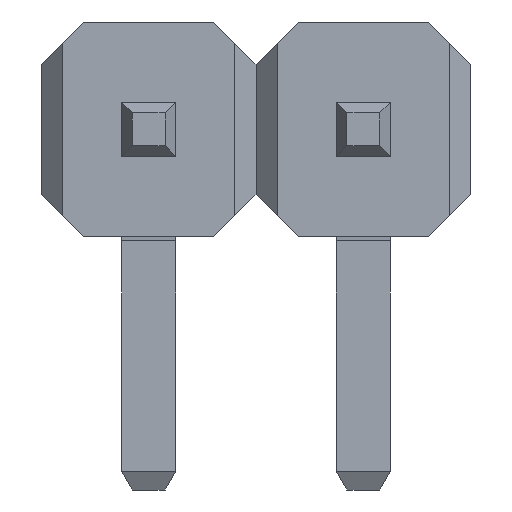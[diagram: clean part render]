
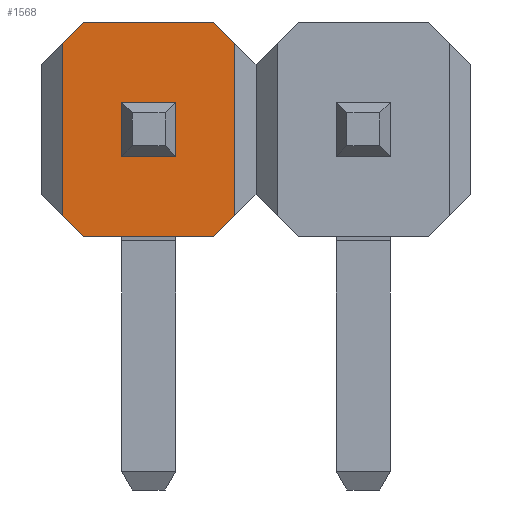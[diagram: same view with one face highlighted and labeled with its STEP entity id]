
A CAD part, front view. The second image highlights one B-rep face of the part: STEP entity #1568.
In plain terms, the highlighted face is planar.
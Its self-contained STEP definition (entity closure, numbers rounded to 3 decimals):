
#19=FACE_BOUND('',#139,.T.);
#50=FACE_OUTER_BOUND('',#138,.T.);
#138=EDGE_LOOP('',(#1083,#1084,#1085,#1086,#1087,#1088,#1089,#1090));
#139=EDGE_LOOP('',(#1091,#1092,#1093,#1094));
#227=LINE('',#2186,#435);
#235=LINE('',#2205,#443);
#248=LINE('',#2231,#456);
#250=LINE('',#2234,#458);
#267=LINE('',#2272,#475);
#268=LINE('',#2274,#476);
#269=LINE('',#2276,#477);
#270=LINE('',#2278,#478);
#271=LINE('',#2280,#479);
#272=LINE('',#2282,#480);
#273=LINE('',#2284,#481);
#274=LINE('',#2285,#482);
#435=VECTOR('',#1774,10.);
#443=VECTOR('',#1790,10.);
#456=VECTOR('',#1815,10.);
#458=VECTOR('',#1819,10.);
#475=VECTOR('',#1858,2.04);
#476=VECTOR('',#1859,0.354);
#477=VECTOR('',#1860,1.54);
#478=VECTOR('',#1861,0.354);
#479=VECTOR('',#1862,2.04);
#480=VECTOR('',#1863,0.354);
#481=VECTOR('',#1864,1.54);
#482=VECTOR('',#1865,0.354);
#643=VERTEX_POINT('',#2184);
#644=VERTEX_POINT('',#2185);
#651=VERTEX_POINT('',#2204);
#658=VERTEX_POINT('',#2230);
#667=VERTEX_POINT('',#2270);
#668=VERTEX_POINT('',#2271);
#669=VERTEX_POINT('',#2273);
#670=VERTEX_POINT('',#2275);
#671=VERTEX_POINT('',#2277);
#672=VERTEX_POINT('',#2279);
#673=VERTEX_POINT('',#2281);
#674=VERTEX_POINT('',#2283);
#781=EDGE_CURVE('',#643,#644,#227,.T.);
#791=EDGE_CURVE('',#651,#643,#235,.T.);
#804=EDGE_CURVE('',#658,#651,#248,.T.);
#806=EDGE_CURVE('',#644,#658,#250,.T.);
#823=EDGE_CURVE('',#667,#668,#267,.T.);
#824=EDGE_CURVE('',#667,#669,#268,.T.);
#825=EDGE_CURVE('',#670,#669,#269,.T.);
#826=EDGE_CURVE('',#670,#671,#270,.T.);
#827=EDGE_CURVE('',#672,#671,#271,.T.);
#828=EDGE_CURVE('',#672,#673,#272,.T.);
#829=EDGE_CURVE('',#674,#673,#273,.T.);
#830=EDGE_CURVE('',#674,#668,#274,.T.);
#1083=ORIENTED_EDGE('',*,*,#823,.F.);
#1084=ORIENTED_EDGE('',*,*,#824,.T.);
#1085=ORIENTED_EDGE('',*,*,#825,.F.);
#1086=ORIENTED_EDGE('',*,*,#826,.T.);
#1087=ORIENTED_EDGE('',*,*,#827,.F.);
#1088=ORIENTED_EDGE('',*,*,#828,.T.);
#1089=ORIENTED_EDGE('',*,*,#829,.F.);
#1090=ORIENTED_EDGE('',*,*,#830,.T.);
#1091=ORIENTED_EDGE('',*,*,#791,.T.);
#1092=ORIENTED_EDGE('',*,*,#781,.T.);
#1093=ORIENTED_EDGE('',*,*,#806,.T.);
#1094=ORIENTED_EDGE('',*,*,#804,.T.);
#1436=PLANE('',#1676);
#1568=ADVANCED_FACE('',(#50,#19),#1436,.F.);
#1676=AXIS2_PLACEMENT_3D('',#2269,#1856,#1857);
#1774=DIRECTION('',(1.,0.,0.));
#1790=DIRECTION('',(0.,0.,-1.));
#1815=DIRECTION('',(-1.,0.,0.));
#1819=DIRECTION('',(0.,0.,1.));
#1856=DIRECTION('center_axis',(0.,-1.,0.));
#1857=DIRECTION('ref_axis',(-1.,0.,0.));
#1858=DIRECTION('',(0.,0.,1.));
#1859=DIRECTION('',(-0.707,0.,-0.707));
#1860=DIRECTION('',(1.,0.,0.));
#1861=DIRECTION('',(-0.707,0.,0.707));
#1862=DIRECTION('',(0.,0.,-1.));
#1863=DIRECTION('',(0.707,0.,0.707));
#1864=DIRECTION('',(-1.,0.,0.));
#1865=DIRECTION('',(0.707,0.,-0.707));
#2184=CARTESIAN_POINT('',(2.22,0.,-0.32));
#2185=CARTESIAN_POINT('',(2.86,0.,-0.32));
#2186=CARTESIAN_POINT('',(1.11,0.,-0.32));
#2204=CARTESIAN_POINT('',(2.22,0.,0.32));
#2205=CARTESIAN_POINT('',(2.22,0.,0.16));
#2230=CARTESIAN_POINT('',(2.86,0.,0.32));
#2231=CARTESIAN_POINT('',(1.43,0.,0.32));
#2234=CARTESIAN_POINT('',(2.86,0.,-0.16));
#2269=CARTESIAN_POINT('Origin',(0.,0.,0.));
#2270=CARTESIAN_POINT('',(3.56,0.,-1.02));
#2271=CARTESIAN_POINT('',(3.56,0.,1.02));
#2272=CARTESIAN_POINT('',(3.56,0.,-1.02));
#2273=CARTESIAN_POINT('',(3.31,0.,-1.27));
#2274=CARTESIAN_POINT('',(3.56,0.,-1.02));
#2275=CARTESIAN_POINT('',(1.77,0.,-1.27));
#2276=CARTESIAN_POINT('',(1.77,0.,-1.27));
#2277=CARTESIAN_POINT('',(1.52,0.,-1.02));
#2278=CARTESIAN_POINT('',(1.77,0.,-1.27));
#2279=CARTESIAN_POINT('',(1.52,0.,1.02));
#2280=CARTESIAN_POINT('',(1.52,0.,1.02));
#2281=CARTESIAN_POINT('',(1.77,0.,1.27));
#2282=CARTESIAN_POINT('',(1.52,0.,1.02));
#2283=CARTESIAN_POINT('',(3.31,0.,1.27));
#2284=CARTESIAN_POINT('',(3.31,0.,1.27));
#2285=CARTESIAN_POINT('',(3.31,0.,1.27));
